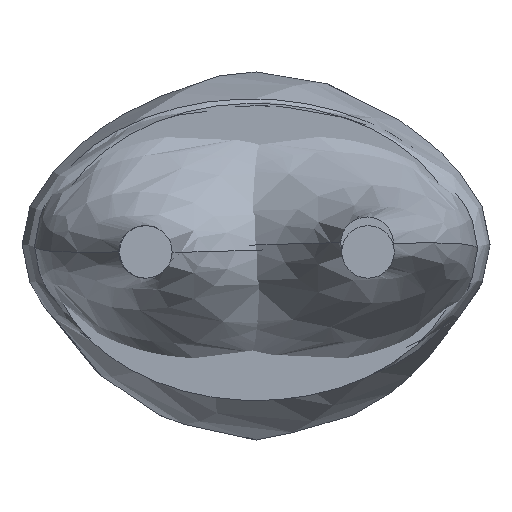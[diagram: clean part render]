
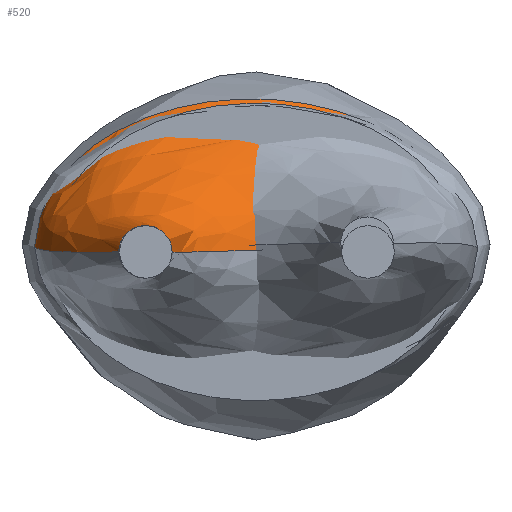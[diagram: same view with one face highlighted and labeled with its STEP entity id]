
A CAD part, front view. The second image highlights one B-rep face of the part: STEP entity #520.
In plain terms, the highlighted free-form (B-spline) face has degree [10, 2] with [11, 3] control points.
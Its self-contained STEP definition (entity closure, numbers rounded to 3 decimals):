
#440 = VERTEX_POINT('',#441);
#441 = CARTESIAN_POINT('',(0.,0.3,2.1));
#442 = VERTEX_POINT('',#443);
#443 = CARTESIAN_POINT('',(4.9,0.3,2.1));
#457 = EDGE_CURVE('',#442,#458,#460,.T.);
#458 = VERTEX_POINT('',#459);
#459 = CARTESIAN_POINT('',(1.53,-2.4,2.));
#460 = B_SPLINE_CURVE_WITH_KNOTS('',2,(#461,#462,#463),.UNSPECIFIED.,.F.
  ,.F.,(3,3),(0.,1.),.PIECEWISE_BEZIER_KNOTS.);
#461 = CARTESIAN_POINT('',(4.9,0.3,2.1));
#462 = CARTESIAN_POINT('',(1.227,-0.475,1.973)
  );
#463 = CARTESIAN_POINT('',(1.53,-2.4,2.));
#466 = VERTEX_POINT('',#467);
#467 = CARTESIAN_POINT('',(0.93,-2.4,2.));
#481 = EDGE_CURVE('',#440,#466,#482,.T.);
#482 = B_SPLINE_CURVE_WITH_KNOTS('',2,(#483,#484,#485),.UNSPECIFIED.,.F.
  ,.F.,(3,3),(0.,1.),.PIECEWISE_BEZIER_KNOTS.);
#483 = CARTESIAN_POINT('',(0.,0.3,2.1));
#484 = CARTESIAN_POINT('',(-0.211,-0.475,1.973
    ));
#485 = CARTESIAN_POINT('',(0.93,-2.4,2.));
#520 = ADVANCED_FACE('',(#521),#553,.T.);
#521 = FACE_BOUND('',#522,.T.);
#522 = EDGE_LOOP('',(#523,#537,#538,#552));
#523 = ORIENTED_EDGE('',*,*,#524,.T.);
#524 = EDGE_CURVE('',#442,#440,#525,.T.);
#525 = B_SPLINE_CURVE_WITH_KNOTS('',10,(#526,#527,#528,#529,#530,#531,
    #532,#533,#534,#535,#536),.UNSPECIFIED.,.F.,.F.,(11,11),(1.,2.),
  .PIECEWISE_BEZIER_KNOTS.);
#526 = CARTESIAN_POINT('',(4.9,0.3,2.1));
#527 = CARTESIAN_POINT('',(4.9,0.3,2.618));
#528 = CARTESIAN_POINT('',(4.631,0.3,3.137));
#529 = CARTESIAN_POINT('',(4.094,0.3,3.584));
#530 = CARTESIAN_POINT('',(3.335,0.3,3.889));
#531 = CARTESIAN_POINT('',(2.45,0.3,3.998));
#532 = CARTESIAN_POINT('',(1.565,0.3,3.889));
#533 = CARTESIAN_POINT('',(0.806,0.3,3.584));
#534 = CARTESIAN_POINT('',(0.269,0.3,3.137));
#535 = CARTESIAN_POINT('',(0.,0.3,2.618));
#536 = CARTESIAN_POINT('',(0.,0.3,2.1));
#537 = ORIENTED_EDGE('',*,*,#481,.T.);
#538 = ORIENTED_EDGE('',*,*,#539,.F.);
#539 = EDGE_CURVE('',#458,#466,#540,.T.);
#540 = B_SPLINE_CURVE_WITH_KNOTS('',10,(#541,#542,#543,#544,#545,#546,
    #547,#548,#549,#550,#551),.UNSPECIFIED.,.F.,.F.,(11,11),(1.,2.),
  .PIECEWISE_BEZIER_KNOTS.);
#541 = CARTESIAN_POINT('',(1.53,-2.4,2.));
#542 = CARTESIAN_POINT('',(1.53,-2.4,2.094));
#543 = CARTESIAN_POINT('',(1.497,-2.4,2.188));
#544 = CARTESIAN_POINT('',(1.431,-2.4,2.27));
#545 = CARTESIAN_POINT('',(1.338,-2.4,2.325));
#546 = CARTESIAN_POINT('',(1.23,-2.4,2.345));
#547 = CARTESIAN_POINT('',(1.122,-2.4,2.325));
#548 = CARTESIAN_POINT('',(1.029,-2.4,2.27));
#549 = CARTESIAN_POINT('',(0.963,-2.4,2.188));
#550 = CARTESIAN_POINT('',(0.93,-2.4,2.094));
#551 = CARTESIAN_POINT('',(0.93,-2.4,2.));
#552 = ORIENTED_EDGE('',*,*,#457,.F.);
#553 = B_SPLINE_SURFACE_WITH_KNOTS('',10,2,(
    (#554,#555,#556)
    ,(#557,#558,#559)
    ,(#560,#561,#562)
    ,(#563,#564,#565)
    ,(#566,#567,#568)
    ,(#569,#570,#571)
    ,(#572,#573,#574)
    ,(#575,#576,#577)
    ,(#578,#579,#580)
    ,(#581,#582,#583)
    ,(#584,#585,#586
    )),.UNSPECIFIED.,.F.,.F.,.F.,(11,11),(3,3),(1.,2.),(0.,1.),
  .PIECEWISE_BEZIER_KNOTS.);
#554 = CARTESIAN_POINT('',(4.9,0.3,2.1));
#555 = CARTESIAN_POINT('',(1.227,-0.475,1.973)
  );
#556 = CARTESIAN_POINT('',(1.53,-2.4,2.));
#557 = CARTESIAN_POINT('',(4.9,0.3,2.618));
#558 = CARTESIAN_POINT('',(1.227,-0.475,2.093
    ));
#559 = CARTESIAN_POINT('',(1.53,-2.4,2.094));
#560 = CARTESIAN_POINT('',(4.631,0.3,3.137));
#561 = CARTESIAN_POINT('',(1.148,-0.475,2.213
    ));
#562 = CARTESIAN_POINT('',(1.497,-2.4,2.188));
#563 = CARTESIAN_POINT('',(4.094,0.3,3.584));
#564 = CARTESIAN_POINT('',(0.99,-0.475,2.316
    ));
#565 = CARTESIAN_POINT('',(1.431,-2.4,2.27));
#566 = CARTESIAN_POINT('',(3.335,0.3,3.889));
#567 = CARTESIAN_POINT('',(0.768,-0.475,2.386
    ));
#568 = CARTESIAN_POINT('',(1.338,-2.4,2.325));
#569 = CARTESIAN_POINT('',(2.45,0.3,3.998));
#570 = CARTESIAN_POINT('',(0.508,-0.475,2.412
    ));
#571 = CARTESIAN_POINT('',(1.23,-2.4,2.345));
#572 = CARTESIAN_POINT('',(1.565,0.3,3.889));
#573 = CARTESIAN_POINT('',(0.248,-0.475,2.386
    ));
#574 = CARTESIAN_POINT('',(1.122,-2.4,2.325));
#575 = CARTESIAN_POINT('',(0.806,0.3,3.584));
#576 = CARTESIAN_POINT('',(0.026,-0.475,
    2.316));
#577 = CARTESIAN_POINT('',(1.029,-2.4,2.27));
#578 = CARTESIAN_POINT('',(0.269,0.3,3.137));
#579 = CARTESIAN_POINT('',(-0.132,-0.475,
    2.213));
#580 = CARTESIAN_POINT('',(0.963,-2.4,2.188));
#581 = CARTESIAN_POINT('',(0.,0.3,2.618));
#582 = CARTESIAN_POINT('',(-0.211,-0.475,2.093
    ));
#583 = CARTESIAN_POINT('',(0.93,-2.4,2.094));
#584 = CARTESIAN_POINT('',(0.,0.3,2.1));
#585 = CARTESIAN_POINT('',(-0.211,-0.475,1.973
    ));
#586 = CARTESIAN_POINT('',(0.93,-2.4,2.));
